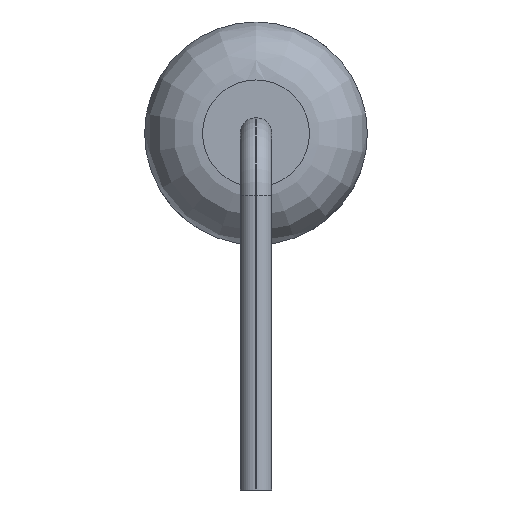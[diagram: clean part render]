
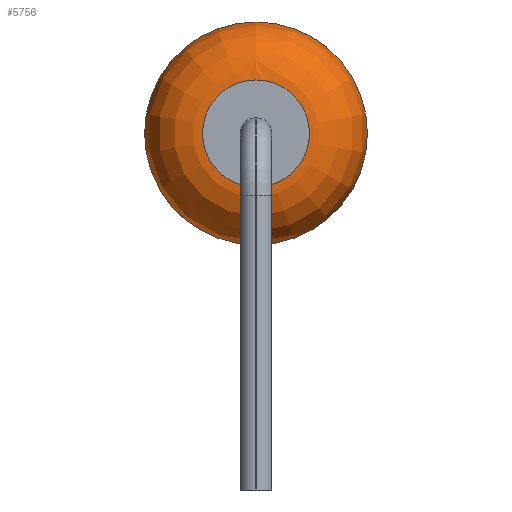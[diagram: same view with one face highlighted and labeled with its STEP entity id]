
A CAD part, left-side view. The second image highlights one B-rep face of the part: STEP entity #5756.
In plain terms, the highlighted face is a revolution surface.
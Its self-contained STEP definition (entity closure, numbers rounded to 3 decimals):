
#5685 = CYLINDRICAL_SURFACE('',#5686,2.5);
#5686 = AXIS2_PLACEMENT_3D('',#5687,#5688,#5689);
#5687 = CARTESIAN_POINT('',(-6.45,0.,0.));
#5688 = DIRECTION('',(1.,0.,0.));
#5689 = DIRECTION('',(0.,0.,1.));
#5701 = EDGE_CURVE('',#5702,#5702,#5704,.T.);
#5702 = VERTEX_POINT('',#5703);
#5703 = CARTESIAN_POINT('',(-6.45,0.,2.5));
#5704 = SURFACE_CURVE('',#5705,(#5710,#5717),.PCURVE_S1.);
#5705 = CIRCLE('',#5706,2.5);
#5706 = AXIS2_PLACEMENT_3D('',#5707,#5708,#5709);
#5707 = CARTESIAN_POINT('',(-6.45,0.,0.));
#5708 = DIRECTION('',(1.,0.,-0.));
#5709 = DIRECTION('',(0.,0.,1.));
#5710 = PCURVE('',#5685,#5711);
#5711 = DEFINITIONAL_REPRESENTATION('',(#5712),#5716);
#5712 = LINE('',#5713,#5714);
#5713 = CARTESIAN_POINT('',(0.,0.));
#5714 = VECTOR('',#5715,1.);
#5715 = DIRECTION('',(1.,0.));
#5716 = ( GEOMETRIC_REPRESENTATION_CONTEXT(2) 
PARAMETRIC_REPRESENTATION_CONTEXT() REPRESENTATION_CONTEXT('2D SPACE',''
  ) );
#5717 = PCURVE('',#5718,#5727);
#5718 = SURFACE_OF_REVOLUTION('',#5719,#5724);
#5719 = CIRCLE('',#5720,1.3);
#5720 = AXIS2_PLACEMENT_3D('',#5721,#5722,#5723);
#5721 = CARTESIAN_POINT('',(-6.45,0.,1.2));
#5722 = DIRECTION('',(0.,-1.,0.));
#5723 = DIRECTION('',(1.,0.,0.));
#5724 = AXIS1_PLACEMENT('',#5725,#5726);
#5725 = CARTESIAN_POINT('',(0.,0.,0.));
#5726 = DIRECTION('',(1.,0.,0.));
#5727 = DEFINITIONAL_REPRESENTATION('',(#5728),#5732);
#5728 = LINE('',#5729,#5730);
#5729 = CARTESIAN_POINT('',(0.,1.571));
#5730 = VECTOR('',#5731,1.);
#5731 = DIRECTION('',(1.,0.));
#5732 = ( GEOMETRIC_REPRESENTATION_CONTEXT(2) 
PARAMETRIC_REPRESENTATION_CONTEXT() REPRESENTATION_CONTEXT('2D SPACE',''
  ) );
#5756 = ADVANCED_FACE('',(#5757),#5718,.F.);
#5757 = FACE_BOUND('',#5758,.F.);
#5758 = EDGE_LOOP('',(#5759,#5760,#5784,#5811));
#5759 = ORIENTED_EDGE('',*,*,#5701,.T.);
#5760 = ORIENTED_EDGE('',*,*,#5761,.T.);
#5761 = EDGE_CURVE('',#5702,#5762,#5764,.T.);
#5762 = VERTEX_POINT('',#5763);
#5763 = CARTESIAN_POINT('',(-7.75,0.,1.2));
#5764 = SEAM_CURVE('',#5765,(#5770,#5777),.PCURVE_S1.);
#5765 = CIRCLE('',#5766,1.3);
#5766 = AXIS2_PLACEMENT_3D('',#5767,#5768,#5769);
#5767 = CARTESIAN_POINT('',(-6.45,0.,1.2));
#5768 = DIRECTION('',(0.,-1.,0.));
#5769 = DIRECTION('',(1.,0.,0.));
#5770 = PCURVE('',#5718,#5771);
#5771 = DEFINITIONAL_REPRESENTATION('',(#5772),#5776);
#5772 = LINE('',#5773,#5774);
#5773 = CARTESIAN_POINT('',(0.,0.));
#5774 = VECTOR('',#5775,1.);
#5775 = DIRECTION('',(0.,1.));
#5776 = ( GEOMETRIC_REPRESENTATION_CONTEXT(2) 
PARAMETRIC_REPRESENTATION_CONTEXT() REPRESENTATION_CONTEXT('2D SPACE',''
  ) );
#5777 = PCURVE('',#5718,#5778);
#5778 = DEFINITIONAL_REPRESENTATION('',(#5779),#5783);
#5779 = LINE('',#5780,#5781);
#5780 = CARTESIAN_POINT('',(6.283,0.));
#5781 = VECTOR('',#5782,1.);
#5782 = DIRECTION('',(0.,1.));
#5783 = ( GEOMETRIC_REPRESENTATION_CONTEXT(2) 
PARAMETRIC_REPRESENTATION_CONTEXT() REPRESENTATION_CONTEXT('2D SPACE',''
  ) );
#5784 = ORIENTED_EDGE('',*,*,#5785,.F.);
#5785 = EDGE_CURVE('',#5762,#5762,#5786,.T.);
#5786 = SURFACE_CURVE('',#5787,(#5792,#5799),.PCURVE_S1.);
#5787 = CIRCLE('',#5788,1.2);
#5788 = AXIS2_PLACEMENT_3D('',#5789,#5790,#5791);
#5789 = CARTESIAN_POINT('',(-7.75,0.,0.));
#5790 = DIRECTION('',(1.,0.,-0.));
#5791 = DIRECTION('',(0.,0.,1.));
#5792 = PCURVE('',#5718,#5793);
#5793 = DEFINITIONAL_REPRESENTATION('',(#5794),#5798);
#5794 = LINE('',#5795,#5796);
#5795 = CARTESIAN_POINT('',(0.,3.142));
#5796 = VECTOR('',#5797,1.);
#5797 = DIRECTION('',(1.,0.));
#5798 = ( GEOMETRIC_REPRESENTATION_CONTEXT(2) 
PARAMETRIC_REPRESENTATION_CONTEXT() REPRESENTATION_CONTEXT('2D SPACE',''
  ) );
#5799 = PCURVE('',#5800,#5805);
#5800 = PLANE('',#5801);
#5801 = AXIS2_PLACEMENT_3D('',#5802,#5803,#5804);
#5802 = CARTESIAN_POINT('',(-7.75,0.,0.));
#5803 = DIRECTION('',(1.,0.,0.));
#5804 = DIRECTION('',(0.,0.,1.));
#5805 = DEFINITIONAL_REPRESENTATION('',(#5806),#5810);
#5806 = CIRCLE('',#5807,1.2);
#5807 = AXIS2_PLACEMENT_2D('',#5808,#5809);
#5808 = CARTESIAN_POINT('',(0.,0.));
#5809 = DIRECTION('',(1.,0.));
#5810 = ( GEOMETRIC_REPRESENTATION_CONTEXT(2) 
PARAMETRIC_REPRESENTATION_CONTEXT() REPRESENTATION_CONTEXT('2D SPACE',''
  ) );
#5811 = ORIENTED_EDGE('',*,*,#5761,.F.);
